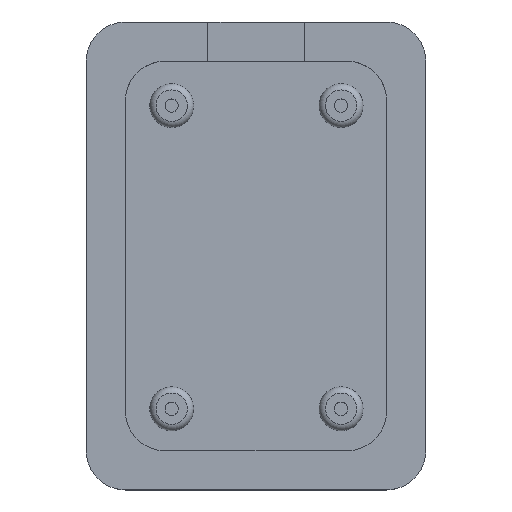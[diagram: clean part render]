
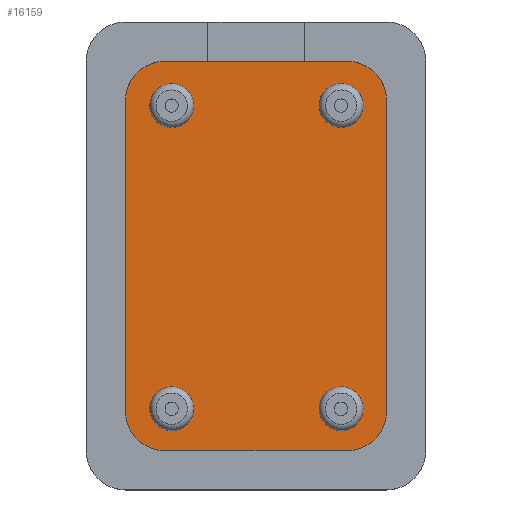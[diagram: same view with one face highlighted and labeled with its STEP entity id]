
A CAD part, top view. The second image highlights one B-rep face of the part: STEP entity #16159.
In plain terms, the highlighted planar face has unit normal (0, 0, 1).
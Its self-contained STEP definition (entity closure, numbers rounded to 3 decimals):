
#19=CIRCLE('',#16951,5.);
#21=CIRCLE('',#16954,5.);
#22=CIRCLE('',#16955,5.);
#23=CIRCLE('',#16956,5.);
#24=CIRCLE('',#16957,2.8);
#25=CIRCLE('',#16958,2.8);
#26=CIRCLE('',#16959,2.8);
#27=CIRCLE('',#16960,2.8);
#441=FACE_BOUND('',#2236,.T.);
#442=FACE_BOUND('',#2237,.T.);
#443=FACE_BOUND('',#2238,.T.);
#444=FACE_BOUND('',#2239,.T.);
#1279=FACE_OUTER_BOUND('',#2235,.T.);
#2235=EDGE_LOOP('',(#14233,#14234,#14235,#14236,#14237,#14238,#14239,#14240));
#2236=EDGE_LOOP('',(#14241));
#2237=EDGE_LOOP('',(#14242));
#2238=EDGE_LOOP('',(#14243));
#2239=EDGE_LOOP('',(#14244));
#4271=LINE('',#26598,#6295);
#4272=LINE('',#26602,#6296);
#4273=LINE('',#26606,#6297);
#4274=LINE('',#26609,#6298);
#6295=VECTOR('',#20497,10.);
#6296=VECTOR('',#20500,10.);
#6297=VECTOR('',#20503,10.);
#6298=VECTOR('',#20506,10.);
#7773=VERTEX_POINT('',#26588);
#7774=VERTEX_POINT('',#26589);
#7777=VERTEX_POINT('',#26597);
#7778=VERTEX_POINT('',#26599);
#7779=VERTEX_POINT('',#26601);
#7780=VERTEX_POINT('',#26603);
#7781=VERTEX_POINT('',#26605);
#7782=VERTEX_POINT('',#26607);
#7783=VERTEX_POINT('',#26610);
#7784=VERTEX_POINT('',#26612);
#7785=VERTEX_POINT('',#26614);
#7786=VERTEX_POINT('',#26616);
#9985=EDGE_CURVE('',#7773,#7774,#19,.T.);
#9989=EDGE_CURVE('',#7777,#7774,#4271,.T.);
#9990=EDGE_CURVE('',#7777,#7778,#21,.T.);
#9991=EDGE_CURVE('',#7779,#7778,#4272,.T.);
#9992=EDGE_CURVE('',#7779,#7780,#22,.T.);
#9993=EDGE_CURVE('',#7781,#7780,#4273,.T.);
#9994=EDGE_CURVE('',#7781,#7782,#23,.T.);
#9995=EDGE_CURVE('',#7773,#7782,#4274,.T.);
#9996=EDGE_CURVE('',#7783,#7783,#24,.T.);
#9997=EDGE_CURVE('',#7784,#7784,#25,.T.);
#9998=EDGE_CURVE('',#7785,#7785,#26,.T.);
#9999=EDGE_CURVE('',#7786,#7786,#27,.T.);
#14233=ORIENTED_EDGE('',*,*,#9985,.T.);
#14234=ORIENTED_EDGE('',*,*,#9989,.F.);
#14235=ORIENTED_EDGE('',*,*,#9990,.T.);
#14236=ORIENTED_EDGE('',*,*,#9991,.F.);
#14237=ORIENTED_EDGE('',*,*,#9992,.T.);
#14238=ORIENTED_EDGE('',*,*,#9993,.F.);
#14239=ORIENTED_EDGE('',*,*,#9994,.T.);
#14240=ORIENTED_EDGE('',*,*,#9995,.F.);
#14241=ORIENTED_EDGE('',*,*,#9996,.T.);
#14242=ORIENTED_EDGE('',*,*,#9997,.T.);
#14243=ORIENTED_EDGE('',*,*,#9998,.T.);
#14244=ORIENTED_EDGE('',*,*,#9999,.T.);
#15318=PLANE('',#16953);
#16159=ADVANCED_FACE('',(#1279,#441,#442,#443,#444),#15318,.T.);
#16951=AXIS2_PLACEMENT_3D('',#26590,#20489,#20490);
#16953=AXIS2_PLACEMENT_3D('',#26596,#20495,#20496);
#16954=AXIS2_PLACEMENT_3D('',#26600,#20498,#20499);
#16955=AXIS2_PLACEMENT_3D('',#26604,#20501,#20502);
#16956=AXIS2_PLACEMENT_3D('',#26608,#20504,#20505);
#16957=AXIS2_PLACEMENT_3D('',#26611,#20507,#20508);
#16958=AXIS2_PLACEMENT_3D('',#26613,#20509,#20510);
#16959=AXIS2_PLACEMENT_3D('',#26615,#20511,#20512);
#16960=AXIS2_PLACEMENT_3D('',#26617,#20513,#20514);
#20489=DIRECTION('center_axis',(0.,0.,1.));
#20490=DIRECTION('ref_axis',(0.707,0.707,0.));
#20495=DIRECTION('center_axis',(0.,0.,1.));
#20496=DIRECTION('ref_axis',(1.,0.,0.));
#20497=DIRECTION('',(1.,0.,0.));
#20498=DIRECTION('center_axis',(0.,0.,1.));
#20499=DIRECTION('ref_axis',(-0.707,0.707,0.));
#20500=DIRECTION('',(0.,1.,0.));
#20501=DIRECTION('center_axis',(0.,0.,1.));
#20502=DIRECTION('ref_axis',(-0.707,-0.707,0.));
#20503=DIRECTION('',(-1.,0.,0.));
#20504=DIRECTION('center_axis',(0.,0.,1.));
#20505=DIRECTION('ref_axis',(0.707,-0.707,0.));
#20506=DIRECTION('',(0.,-1.,0.));
#20507=DIRECTION('center_axis',(0.,0.,-1.));
#20508=DIRECTION('ref_axis',(-1.,0.,0.));
#20509=DIRECTION('center_axis',(0.,0.,-1.));
#20510=DIRECTION('ref_axis',(-1.,0.,0.));
#20511=DIRECTION('center_axis',(0.,0.,-1.));
#20512=DIRECTION('ref_axis',(-1.,0.,0.));
#20513=DIRECTION('center_axis',(0.,0.,-1.));
#20514=DIRECTION('ref_axis',(-1.,0.,0.));
#26588=CARTESIAN_POINT('',(-16.701,44.655,2.));
#26589=CARTESIAN_POINT('',(-21.701,49.655,2.));
#26590=CARTESIAN_POINT('Origin',(-21.701,44.655,2.));
#26596=CARTESIAN_POINT('Origin',(-33.35,24.828,2.));
#26597=CARTESIAN_POINT('',(-45.,49.655,2.));
#26598=CARTESIAN_POINT('',(-41.675,49.655,2.));
#26599=CARTESIAN_POINT('',(-50.,44.655,2.));
#26600=CARTESIAN_POINT('Origin',(-45.,44.655,2.));
#26601=CARTESIAN_POINT('',(-50.,5.,2.));
#26602=CARTESIAN_POINT('',(-50.,12.414,2.));
#26603=CARTESIAN_POINT('',(-45.,0.,2.));
#26604=CARTESIAN_POINT('Origin',(-45.,5.,2.));
#26605=CARTESIAN_POINT('',(-21.701,0.,2.));
#26606=CARTESIAN_POINT('',(-25.025,0.,2.));
#26607=CARTESIAN_POINT('',(-16.701,5.,2.));
#26608=CARTESIAN_POINT('Origin',(-21.701,5.,2.));
#26609=CARTESIAN_POINT('',(-16.701,37.241,2.));
#26610=CARTESIAN_POINT('',(-19.7,44.,2.));
#26611=CARTESIAN_POINT('Origin',(-22.5,44.,2.));
#26612=CARTESIAN_POINT('',(-41.3,5.345,2.));
#26613=CARTESIAN_POINT('Origin',(-44.1,5.345,2.));
#26614=CARTESIAN_POINT('',(-19.7,5.345,2.));
#26615=CARTESIAN_POINT('Origin',(-22.5,5.345,2.));
#26616=CARTESIAN_POINT('',(-41.3,44.,2.));
#26617=CARTESIAN_POINT('Origin',(-44.1,44.,2.));
